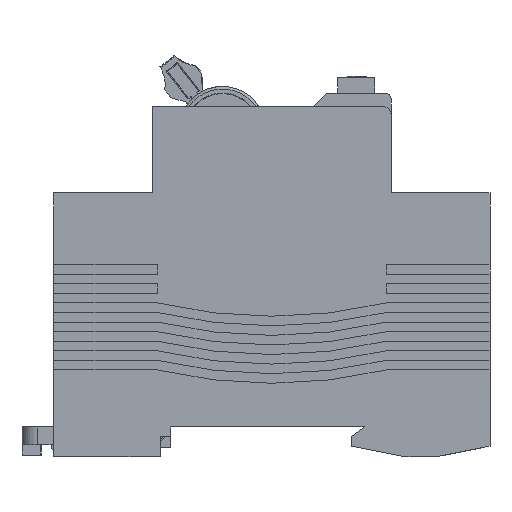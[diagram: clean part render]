
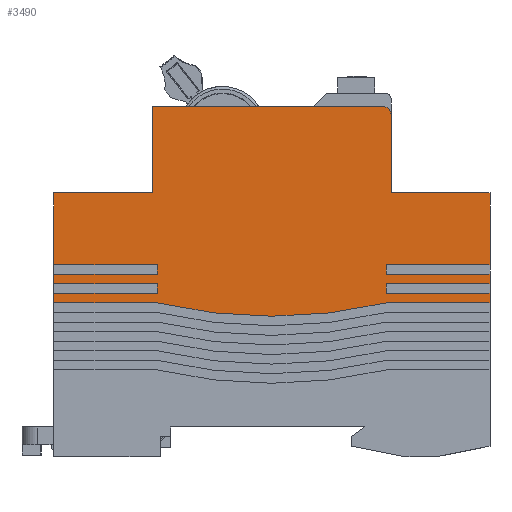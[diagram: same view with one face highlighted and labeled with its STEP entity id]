
A CAD part, front view. The second image highlights one B-rep face of the part: STEP entity #3490.
In plain terms, the highlighted planar face has unit normal (0, -1, 0).
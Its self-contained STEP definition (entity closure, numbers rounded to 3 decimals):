
#3490=ADVANCED_FACE('',(#7463),#7465,.T.);
#7463=FACE_BOUND('',#7464,.T.);
#7464=EDGE_LOOP('',(#18396,#18397,#18398,#18399,#18400,#18401,#18402,#18403,#18404,
#18405,#18406,#18407,#18408,#18409,#18410,#18411,#18412,#18413,#18414,#18415,#18416,
#18417,#18418,#18419,#18420,#18421,#18422));
#7465=PLANE('',#7466);
#7466=AXIS2_PLACEMENT_3D('',#7467,#7468,#7469);
#7467=CARTESIAN_POINT('',(0.,-36.,0.));
#7468=DIRECTION('',(0.,-1.,0.));
#7469=DIRECTION('',(0.,0.,-1.));
#18396=ORIENTED_EDGE('',*,*,#25942,.T.);
#18397=ORIENTED_EDGE('',*,*,#25943,.T.);
#18398=ORIENTED_EDGE('',*,*,#25944,.T.);
#18399=ORIENTED_EDGE('',*,*,#25945,.T.);
#18400=ORIENTED_EDGE('',*,*,#25946,.T.);
#18401=ORIENTED_EDGE('',*,*,#25947,.T.);
#18402=ORIENTED_EDGE('',*,*,#25948,.T.);
#18403=ORIENTED_EDGE('',*,*,#25949,.T.);
#18404=ORIENTED_EDGE('',*,*,#25950,.T.);
#18405=ORIENTED_EDGE('',*,*,#25951,.T.);
#18406=ORIENTED_EDGE('',*,*,#25240,.T.);
#18407=ORIENTED_EDGE('',*,*,#25937,.T.);
#18408=ORIENTED_EDGE('',*,*,#25952,.F.);
#18409=ORIENTED_EDGE('',*,*,#25953,.T.);
#18410=ORIENTED_EDGE('',*,*,#25954,.T.);
#18411=ORIENTED_EDGE('',*,*,#25361,.T.);
#18412=ORIENTED_EDGE('',*,*,#25955,.T.);
#18413=ORIENTED_EDGE('',*,*,#25956,.T.);
#18414=ORIENTED_EDGE('',*,*,#25957,.T.);
#18415=ORIENTED_EDGE('',*,*,#25958,.T.);
#18416=ORIENTED_EDGE('',*,*,#25959,.T.);
#18417=ORIENTED_EDGE('',*,*,#25960,.T.);
#18418=ORIENTED_EDGE('',*,*,#25961,.T.);
#18419=ORIENTED_EDGE('',*,*,#25962,.T.);
#18420=ORIENTED_EDGE('',*,*,#25963,.T.);
#18421=ORIENTED_EDGE('',*,*,#25964,.T.);
#18422=ORIENTED_EDGE('',*,*,#25965,.T.);
#25240=EDGE_CURVE('',#29064,#29062,#29065,.T.);
#25361=EDGE_CURVE('',#29306,#29304,#29307,.T.);
#25937=EDGE_CURVE('',#29062,#30235,#30237,.T.);
#25942=EDGE_CURVE('',#30245,#30246,#30247,.F.);
#25943=EDGE_CURVE('',#30246,#30248,#30249,.T.);
#25944=EDGE_CURVE('',#30248,#30250,#30251,.F.);
#25945=EDGE_CURVE('',#30250,#30252,#30253,.F.);
#25946=EDGE_CURVE('',#30252,#30254,#30255,.F.);
#25947=EDGE_CURVE('',#30254,#30256,#30257,.T.);
#25948=EDGE_CURVE('',#30256,#30258,#30259,.F.);
#25949=EDGE_CURVE('',#30258,#30260,#30261,.F.);
#25950=EDGE_CURVE('',#30260,#30262,#30263,.F.);
#25951=EDGE_CURVE('',#30262,#29064,#30264,.T.);
#25952=EDGE_CURVE('',#30265,#30235,#30266,.F.);
#25953=EDGE_CURVE('',#30265,#30267,#30268,.T.);
#25954=EDGE_CURVE('',#30267,#29306,#30269,.T.);
#25955=EDGE_CURVE('',#29304,#30270,#30271,.T.);
#25956=EDGE_CURVE('',#30270,#30272,#30273,.F.);
#25957=EDGE_CURVE('',#30272,#30274,#30275,.F.);
#25958=EDGE_CURVE('',#30274,#30276,#30277,.F.);
#25959=EDGE_CURVE('',#30276,#30278,#30279,.T.);
#25960=EDGE_CURVE('',#30278,#30280,#30281,.F.);
#25961=EDGE_CURVE('',#30280,#30282,#30283,.F.);
#25962=EDGE_CURVE('',#30282,#30284,#30285,.F.);
#25963=EDGE_CURVE('',#30284,#30286,#30287,.T.);
#25964=EDGE_CURVE('',#30286,#30288,#30289,.F.);
#25965=EDGE_CURVE('',#30288,#30245,#30290,.F.);
#29062=VERTEX_POINT('',#35376);
#29064=VERTEX_POINT('',#35380);
#29065=LINE('',#35381,#35382);
#29304=VERTEX_POINT('',#35864);
#29306=VERTEX_POINT('',#35868);
#29307=LINE('',#35869,#35870);
#30235=VERTEX_POINT('',#37953);
#30237=LINE('',#37957,#37958);
#30245=VERTEX_POINT('',#37975);
#30246=VERTEX_POINT('',#37976);
#30247=LINE('',#37977,#37978);
#30248=VERTEX_POINT('',#37980);
#30249=LINE('',#37981,#37982);
#30250=VERTEX_POINT('',#37984);
#30251=LINE('',#37985,#37986);
#30252=VERTEX_POINT('',#37988);
#30253=LINE('',#37989,#37990);
#30254=VERTEX_POINT('',#37992);
#30255=LINE('',#37993,#37994);
#30256=VERTEX_POINT('',#37996);
#30257=LINE('',#37997,#37998);
#30258=VERTEX_POINT('',#38000);
#30259=LINE('',#38001,#38002);
#30260=VERTEX_POINT('',#38004);
#30261=LINE('',#38005,#38006);
#30262=VERTEX_POINT('',#38008);
#30263=LINE('',#38009,#38010);
#30264=LINE('',#38012,#38013);
#30265=VERTEX_POINT('',#38015);
#30266=CIRCLE('',#38016,1.5);
#30267=VERTEX_POINT('',#38020);
#30268=LINE('',#38021,#38022);
#30269=LINE('',#38024,#38025);
#30270=VERTEX_POINT('',#38027);
#30271=LINE('',#38028,#38029);
#30272=VERTEX_POINT('',#38031);
#30273=LINE('',#38032,#38033);
#30274=VERTEX_POINT('',#38035);
#30275=LINE('',#38036,#38037);
#30276=VERTEX_POINT('',#38039);
#30277=LINE('',#38040,#38041);
#30278=VERTEX_POINT('',#38043);
#30279=LINE('',#38044,#38045);
#30280=VERTEX_POINT('',#38047);
#30281=LINE('',#38048,#38049);
#30282=VERTEX_POINT('',#38051);
#30283=LINE('',#38052,#38053);
#30284=VERTEX_POINT('',#38055);
#30285=LINE('',#38056,#38057);
#30286=VERTEX_POINT('',#38059);
#30287=LINE('',#38060,#38061);
#30288=VERTEX_POINT('',#38063);
#30289=LINE('',#38064,#38065);
#30290=CIRCLE('',#38067,93.7);
#35376=CARTESIAN_POINT('',(-165.6,-36.,0.6));
#35380=CARTESIAN_POINT('',(-147.,-36.,0.6));
#35381=CARTESIAN_POINT('',(-147.,-36.,0.6));
#35382=VECTOR('',#35383,1.);
#35383=DIRECTION('',(-1.,0.,0.));
#35864=CARTESIAN_POINT('',(-229.,-36.,0.6));
#35868=CARTESIAN_POINT('',(-210.4,-36.,0.6));
#35869=CARTESIAN_POINT('',(-210.4,-36.,0.6));
#35870=VECTOR('',#35871,1.);
#35871=DIRECTION('',(-1.,0.,0.));
#37953=CARTESIAN_POINT('',(-165.6,-36.,15.3));
#37957=CARTESIAN_POINT('',(-165.6,-36.,0.6));
#37958=VECTOR('',#37959,1.);
#37959=DIRECTION('',(0.,0.,1.));
#37975=CARTESIAN_POINT('',(-166.5,-36.,-20.086));
#37976=CARTESIAN_POINT('',(-147.,-36.,-20.086));
#37977=CARTESIAN_POINT('',(-147.,-36.,-20.086));
#37978=VECTOR('',#37979,1.);
#37979=DIRECTION('',(-1.,0.,0.));
#37980=CARTESIAN_POINT('',(-147.,-36.,-18.286));
#37981=CARTESIAN_POINT('',(-147.,-36.,-20.086));
#37982=VECTOR('',#37983,1.);
#37983=DIRECTION('',(0.,0.,1.));
#37984=CARTESIAN_POINT('',(-166.5,-36.,-18.286));
#37985=CARTESIAN_POINT('',(-166.5,-36.,-18.286));
#37986=VECTOR('',#37987,1.);
#37987=DIRECTION('',(1.,0.,0.));
#37988=CARTESIAN_POINT('',(-166.5,-36.,-16.486));
#37989=CARTESIAN_POINT('',(-166.5,-36.,-16.486));
#37990=VECTOR('',#37991,1.);
#37991=DIRECTION('',(0.,0.,-1.));
#37992=CARTESIAN_POINT('',(-147.,-36.,-16.486));
#37993=CARTESIAN_POINT('',(-147.,-36.,-16.486));
#37994=VECTOR('',#37995,1.);
#37995=DIRECTION('',(-1.,0.,0.));
#37996=CARTESIAN_POINT('',(-147.,-36.,-14.686));
#37997=CARTESIAN_POINT('',(-147.,-36.,-16.486));
#37998=VECTOR('',#37999,1.);
#37999=DIRECTION('',(0.,0.,1.));
#38000=CARTESIAN_POINT('',(-166.5,-36.,-14.686));
#38001=CARTESIAN_POINT('',(-166.5,-36.,-14.686));
#38002=VECTOR('',#38003,1.);
#38003=DIRECTION('',(1.,0.,0.));
#38004=CARTESIAN_POINT('',(-166.5,-36.,-12.886));
#38005=CARTESIAN_POINT('',(-166.5,-36.,-12.886));
#38006=VECTOR('',#38007,1.);
#38007=DIRECTION('',(0.,0.,-1.));
#38008=CARTESIAN_POINT('',(-147.,-36.,-12.886));
#38009=CARTESIAN_POINT('',(-147.,-36.,-12.886));
#38010=VECTOR('',#38011,1.);
#38011=DIRECTION('',(-1.,0.,0.));
#38012=CARTESIAN_POINT('',(-147.,-36.,-12.886));
#38013=VECTOR('',#38014,1.);
#38014=DIRECTION('',(0.,0.,1.));
#38015=CARTESIAN_POINT('',(-167.1,-36.,16.8));
#38016=AXIS2_PLACEMENT_3D('',#38017,#38018,#38019);
#38017=CARTESIAN_POINT('',(-167.1,-36.,15.3));
#38018=DIRECTION('',(0.,-1.,0.));
#38019=DIRECTION('',(1.,0.,0.));
#38020=CARTESIAN_POINT('',(-210.4,-36.,16.8));
#38021=CARTESIAN_POINT('',(-167.1,-36.,16.8));
#38022=VECTOR('',#38023,1.);
#38023=DIRECTION('',(-1.,0.,0.));
#38024=CARTESIAN_POINT('',(-210.4,-36.,16.8));
#38025=VECTOR('',#38026,1.);
#38026=DIRECTION('',(0.,0.,-1.));
#38027=CARTESIAN_POINT('',(-229.,-36.,-12.886));
#38028=CARTESIAN_POINT('',(-229.,-36.,0.6));
#38029=VECTOR('',#38030,1.);
#38030=DIRECTION('',(0.,0.,-1.));
#38031=CARTESIAN_POINT('',(-209.5,-36.,-12.886));
#38032=CARTESIAN_POINT('',(-209.5,-36.,-12.886));
#38033=VECTOR('',#38034,1.);
#38034=DIRECTION('',(-1.,0.,0.));
#38035=CARTESIAN_POINT('',(-209.5,-36.,-14.686));
#38036=CARTESIAN_POINT('',(-209.5,-36.,-14.686));
#38037=VECTOR('',#38038,1.);
#38038=DIRECTION('',(0.,0.,1.));
#38039=CARTESIAN_POINT('',(-229.,-36.,-14.686));
#38040=CARTESIAN_POINT('',(-229.,-36.,-14.686));
#38041=VECTOR('',#38042,1.);
#38042=DIRECTION('',(1.,0.,0.));
#38043=CARTESIAN_POINT('',(-229.,-36.,-16.486));
#38044=CARTESIAN_POINT('',(-229.,-36.,-14.686));
#38045=VECTOR('',#38046,1.);
#38046=DIRECTION('',(0.,0.,-1.));
#38047=CARTESIAN_POINT('',(-209.5,-36.,-16.486));
#38048=CARTESIAN_POINT('',(-209.5,-36.,-16.486));
#38049=VECTOR('',#38050,1.);
#38050=DIRECTION('',(-1.,0.,0.));
#38051=CARTESIAN_POINT('',(-209.5,-36.,-18.286));
#38052=CARTESIAN_POINT('',(-209.5,-36.,-18.286));
#38053=VECTOR('',#38054,1.);
#38054=DIRECTION('',(0.,0.,1.));
#38055=CARTESIAN_POINT('',(-229.,-36.,-18.286));
#38056=CARTESIAN_POINT('',(-229.,-36.,-18.286));
#38057=VECTOR('',#38058,1.);
#38058=DIRECTION('',(1.,0.,0.));
#38059=CARTESIAN_POINT('',(-229.,-36.,-20.086));
#38060=CARTESIAN_POINT('',(-229.,-36.,-18.286));
#38061=VECTOR('',#38062,1.);
#38062=DIRECTION('',(0.,0.,-1.));
#38063=CARTESIAN_POINT('',(-209.5,-36.,-20.086));
#38064=CARTESIAN_POINT('',(-209.5,-36.,-20.086));
#38065=VECTOR('',#38066,1.);
#38066=DIRECTION('',(-1.,0.,0.));
#38067=AXIS2_PLACEMENT_3D('',#38068,#38069,#38070);
#38068=CARTESIAN_POINT('',(-188.,-36.,71.114));
#38069=DIRECTION('',(0.,1.,0.));
#38070=DIRECTION('',(0.229,0.,-0.973));
